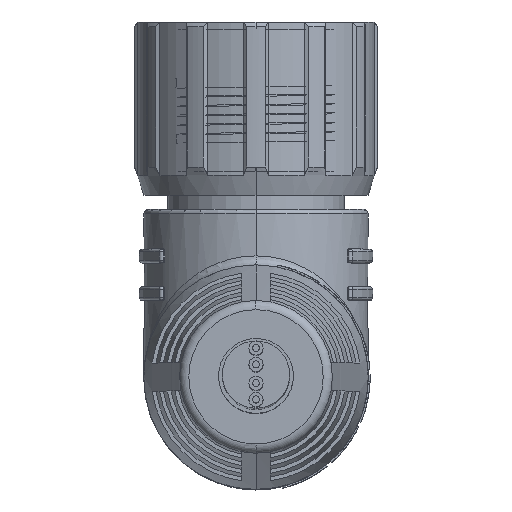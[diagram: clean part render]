
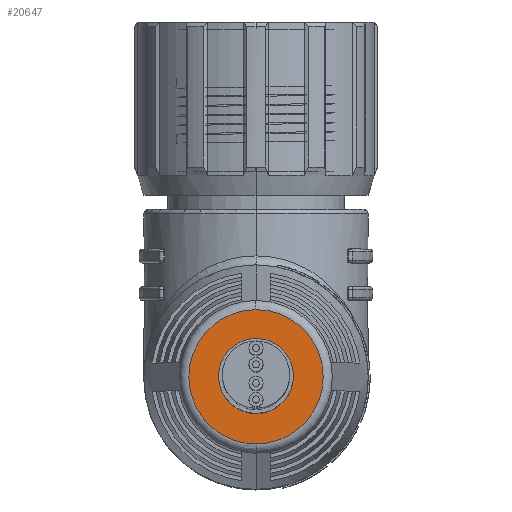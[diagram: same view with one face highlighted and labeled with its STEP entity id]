
A CAD part, top view. The second image highlights one B-rep face of the part: STEP entity #20647.
In plain terms, the highlighted planar face has unit normal (0, 0, 1).
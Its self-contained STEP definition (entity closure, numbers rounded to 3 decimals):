
#5913=CARTESIAN_POINT('',(0.,-21.6,55.));
#5914=DIRECTION('',(0.,0.,1.));
#5915=DIRECTION('',(0.,-1.,0.));
#5916=AXIS2_PLACEMENT_3D('',#5913,#5914,#5915);
#5918=CARTESIAN_POINT('',(0.,-21.6,55.));
#5919=DIRECTION('',(0.,0.,1.));
#5920=DIRECTION('',(-0.024,-1.,0.));
#5921=AXIS2_PLACEMENT_3D('',#5918,#5919,#5920);
#5923=CARTESIAN_POINT('',(0.,-21.6,55.));
#5924=DIRECTION('',(0.,0.,1.));
#5925=DIRECTION('',(0.,1.,0.));
#5926=AXIS2_PLACEMENT_3D('',#5923,#5924,#5925);
#5928=CARTESIAN_POINT('',(0.,-21.6,55.));
#5929=DIRECTION('',(0.,0.,1.));
#5930=DIRECTION('',(0.024,1.,0.));
#5931=AXIS2_PLACEMENT_3D('',#5928,#5929,#5930);
#5933=CARTESIAN_POINT('',(0.,-21.6,55.));
#5934=DIRECTION('',(0.,0.,-1.));
#5935=DIRECTION('',(-1.,0.,0.));
#5936=AXIS2_PLACEMENT_3D('',#5933,#5934,#5935);
#5938=CARTESIAN_POINT('',(0.,-21.6,55.));
#5939=DIRECTION('',(0.,0.,-1.));
#5940=DIRECTION('',(1.,0.,0.));
#5941=AXIS2_PLACEMENT_3D('',#5938,#5939,#5940);
#10891=CARTESIAN_POINT('',(0.,-14.42,55.));
#10892=CARTESIAN_POINT('',(-0.169,-28.778,55.));
#10893=VERTEX_POINT('',#10891);
#10894=VERTEX_POINT('',#10892);
#10895=CARTESIAN_POINT('',(0.,-28.78,55.));
#10896=VERTEX_POINT('',#10895);
#11014=CARTESIAN_POINT('',(-3.6,-21.6,55.));
#11016=VERTEX_POINT('',#11014);
#11309=CARTESIAN_POINT('',(0.169,-14.422,55.));
#11310=VERTEX_POINT('',#11309);
#11657=CARTESIAN_POINT('',(3.6,-21.6,55.));
#11658=VERTEX_POINT('',#11657);
#20630=CARTESIAN_POINT('',(0.,-21.6,55.));
#20631=DIRECTION('',(0.,0.,1.));
#20632=DIRECTION('',(1.,0.,0.));
#20633=AXIS2_PLACEMENT_3D('',#20630,#20631,#20632);
#20634=PLANE('',#20633);
#20636=ORIENTED_EDGE('',*,*,#20635,.F.);
#20637=ORIENTED_EDGE('',*,*,#18127,.F.);
#20638=ORIENTED_EDGE('',*,*,#18125,.F.);
#20640=ORIENTED_EDGE('',*,*,#20639,.F.);
#20641=EDGE_LOOP('',(#20636,#20637,#20638,#20640));
#20642=FACE_OUTER_BOUND('',#20641,.F.);
#20643=ORIENTED_EDGE('',*,*,#16243,.F.);
#20644=ORIENTED_EDGE('',*,*,#16776,.F.);
#20645=EDGE_LOOP('',(#20643,#20644));
#20646=FACE_BOUND('',#20645,.F.);
#20647=ADVANCED_FACE('',(#20642,#20646),#20634,.T.);
#5917=CIRCLE('',#5916,7.18);
#5922=CIRCLE('',#5921,7.18);
#5927=CIRCLE('',#5926,7.18);
#5932=CIRCLE('',#5931,7.18);
#5937=CIRCLE('',#5936,3.6);
#5942=CIRCLE('',#5941,3.6);
#16243=EDGE_CURVE('',#11016,#11658,#5937,.T.);
#16776=EDGE_CURVE('',#11658,#11016,#5942,.T.);
#18125=EDGE_CURVE('',#10893,#10894,#5927,.T.);
#18127=EDGE_CURVE('',#10894,#10896,#5922,.T.);
#20635=EDGE_CURVE('',#10896,#11310,#5917,.T.);
#20639=EDGE_CURVE('',#11310,#10893,#5932,.T.);
